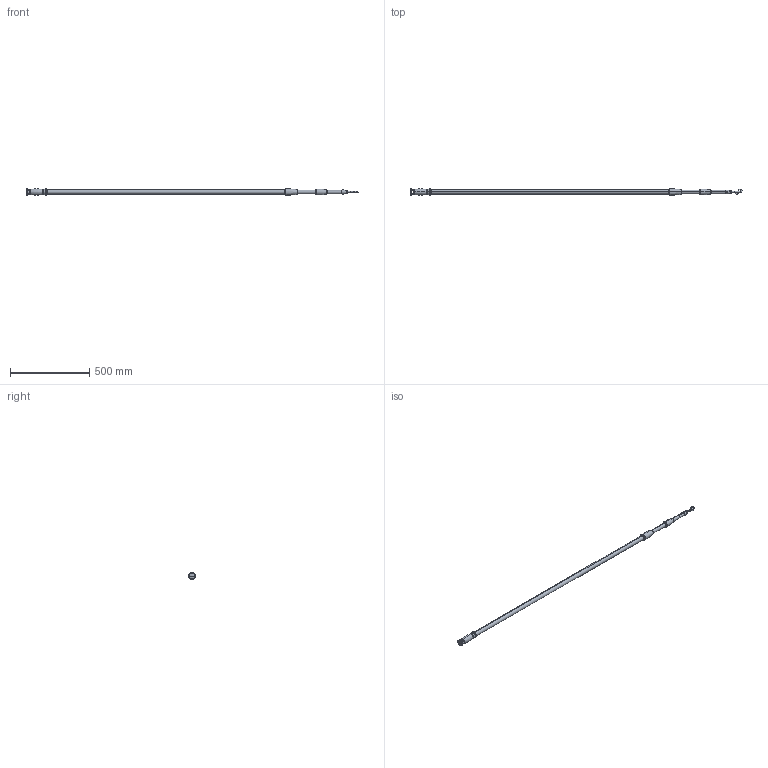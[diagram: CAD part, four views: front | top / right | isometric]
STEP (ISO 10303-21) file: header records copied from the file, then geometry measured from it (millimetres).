
FILE_DESCRIPTION (( 'STEP AP203' ), '1' );
FILE_NAME ('T84252.STEP', '2018-09-19T15:45:03', ( '' ), ( '' ), 'SwSTEP 2.0', 'SolidWorks 2016', '' );
FILE_SCHEMA (( 'CONFIG_CONTROL_DESIGN' ));
Length unit declared in the file: millimetre
Products named in the file (5): TH1324; T84252; S3495_FITTED; S3354; TH3000
Assembly tree (4 placements, depth 2):
  T84252
    S3354
    TH3000
    TH1324
    S3495_FITTED
Bounding box: 2100 x 41.99 x 41.99 mm (x, y, z)
Volume: 880438.2 mm3; surface area: 309180.1 mm2
Topology: 4 solids, 4 shells, 129 faces, 296 edges, 173 vertices
Faces by surface type: cylinder 49, torus 44, plane 26, cone 4, bspline 4, sphere 2
Entity records: 5821 total; most frequent: CARTESIAN_POINT 2313, DIRECTION 712, ORIENTED_EDGE 592, AXIS2_PLACEMENT_3D 316, EDGE_CURVE 296, CIRCLE 184, VERTEX_POINT 173, EDGE_LOOP 139
